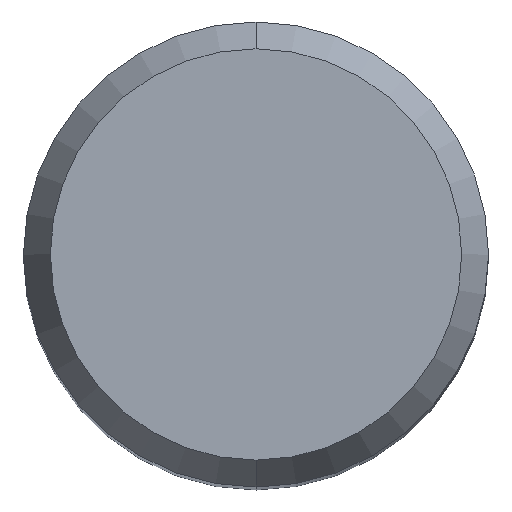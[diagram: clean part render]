
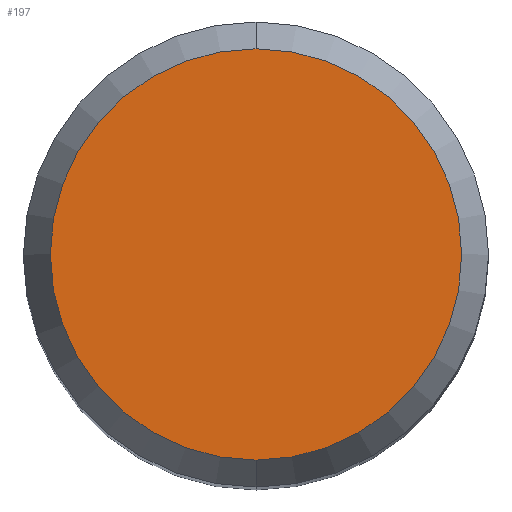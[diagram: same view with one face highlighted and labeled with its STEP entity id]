
A CAD part, top view. The second image highlights one B-rep face of the part: STEP entity #197.
In plain terms, the highlighted planar face has unit normal (0, 0, 1).
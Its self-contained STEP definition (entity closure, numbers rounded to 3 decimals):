
#197=ADVANCED_FACE('',(#492),#493,.T.);
#359=VERTEX_POINT('',#670);
#371=EDGE_CURVE('',#389,#359,#683,.T.);
#389=VERTEX_POINT('',#703);
#395=EDGE_CURVE('',#359,#389,#710,.T.);
#492=FACE_OUTER_BOUND('',#815,.T.);
#493=PLANE('',#816);
#670=CARTESIAN_POINT('',(0.0,4.423,0.0));
#683=CIRCLE('',#1277,4.423);
#703=CARTESIAN_POINT('',(0.,-4.423,0.0));
#710=CIRCLE('',#1334,4.423);
#815=EDGE_LOOP('',(#1462,#1463));
#816=AXIS2_PLACEMENT_3D('',#1464,#1465,#1466);
#1277=AXIS2_PLACEMENT_3D('',#1647,#1648,#1649);
#1334=AXIS2_PLACEMENT_3D('',#1686,#1687,#1688);
#1462=ORIENTED_EDGE('',*,*,#395,.F.);
#1463=ORIENTED_EDGE('',*,*,#371,.F.);
#1464=CARTESIAN_POINT('',(0.0,2.211,0.0));
#1465=DIRECTION('',(-0.0,0.0,1.0));
#1466=DIRECTION('',(0.0,-1.0,0.0));
#1647=CARTESIAN_POINT('',(0.0,0.0,0.0));
#1648=DIRECTION('',(0.0,0.0,-1.0));
#1649=DIRECTION('',(0.0,1.0,0.0));
#1686=CARTESIAN_POINT('',(0.0,0.0,0.0));
#1687=DIRECTION('',(0.0,0.0,-1.0));
#1688=DIRECTION('',(0.0,1.0,0.0));
